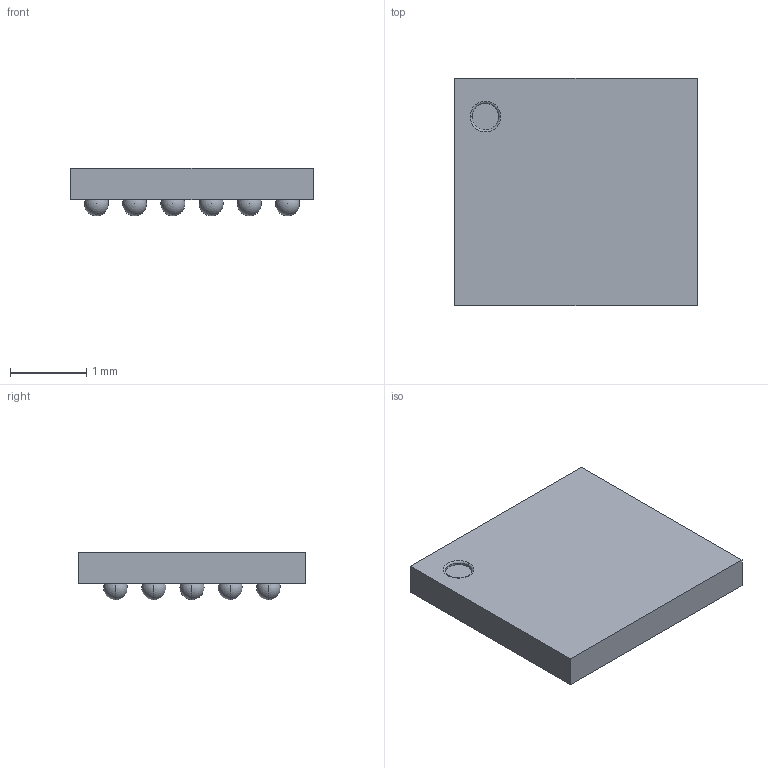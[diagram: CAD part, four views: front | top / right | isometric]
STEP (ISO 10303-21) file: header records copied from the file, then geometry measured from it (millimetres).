
FILE_DESCRIPTION (( 'STEP AP214' ), '1' );
FILE_NAME ('User Library-AK7719BECB.STEP', '2017-11-05T19:12:25', ( '' ), ( '' ), 'SwSTEP 2.0', 'SolidWorks 2017', '' );
FILE_SCHEMA (( 'AUTOMOTIVE_DESIGN' ));
Length unit declared in the file: millimetre
Products named in the file (1): User Library-AK7719BECB
Bounding box: 3.17 x 2.97 x 0.62 mm (x, y, z)
Volume: 4.3 mm3; surface area: 28.1 mm2
Topology: 1 solids, 1 shells, 71 faces, 292 edges, 194 vertices
Faces by surface type: sphere 60, plane 7, torus 2, cylinder 2
Entity records: 2783 total; most frequent: DIRECTION 414, CARTESIAN_POINT 318, ORIENTED_EDGE 284, AXIS2_PLACEMENT_3D 200, EDGE_CURVE 142, CIRCLE 128, VERTEX_POINT 104, EDGE_LOOP 102
